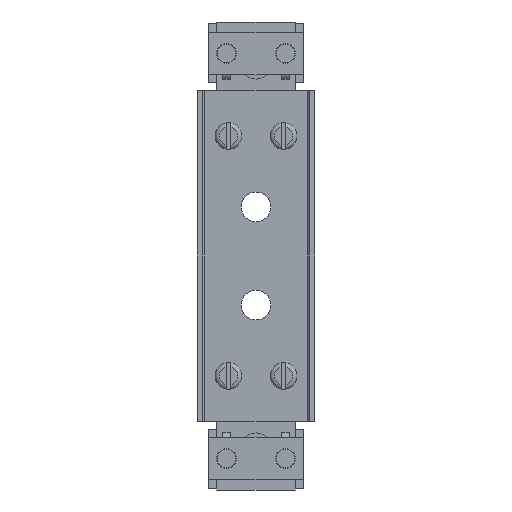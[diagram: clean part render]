
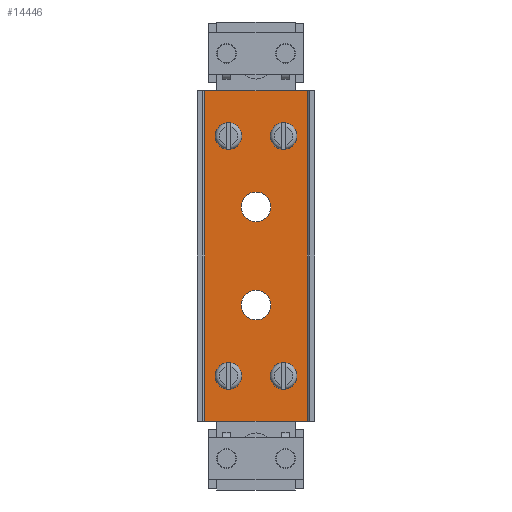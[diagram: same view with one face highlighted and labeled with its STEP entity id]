
A CAD part, front view. The second image highlights one B-rep face of the part: STEP entity #14446.
In plain terms, the highlighted planar face has unit normal (0, -1, 0).
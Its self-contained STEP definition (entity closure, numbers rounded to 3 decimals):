
#13024=DIRECTION('',(-1.,0.,0.));
#13025=VECTOR('',#13024,26.);
#13026=CARTESIAN_POINT('',(13.,0.,-42.));
#13027=LINE('',#13026,#13025);
#13031=CARTESIAN_POINT('',(7.,0.,30.5));
#13032=DIRECTION('',(0.,-1.,0.));
#13033=DIRECTION('',(1.,0.,0.));
#13034=AXIS2_PLACEMENT_3D('',#13031,#13032,#13033);
#13039=CARTESIAN_POINT('',(7.,0.,30.5));
#13040=DIRECTION('',(0.,-1.,0.));
#13041=DIRECTION('',(-1.,0.,0.));
#13042=AXIS2_PLACEMENT_3D('',#13039,#13040,#13041);
#13047=CARTESIAN_POINT('',(-7.,0.,30.5));
#13048=DIRECTION('',(0.,-1.,0.));
#13049=DIRECTION('',(1.,0.,0.));
#13050=AXIS2_PLACEMENT_3D('',#13047,#13048,#13049);
#13055=CARTESIAN_POINT('',(-7.,0.,30.5));
#13056=DIRECTION('',(0.,-1.,0.));
#13057=DIRECTION('',(-1.,0.,0.));
#13058=AXIS2_PLACEMENT_3D('',#13055,#13056,#13057);
#13063=CARTESIAN_POINT('',(7.,0.,-30.5));
#13064=DIRECTION('',(0.,-1.,0.));
#13065=DIRECTION('',(1.,0.,0.));
#13066=AXIS2_PLACEMENT_3D('',#13063,#13064,#13065);
#13071=CARTESIAN_POINT('',(7.,0.,-30.5));
#13072=DIRECTION('',(0.,-1.,0.));
#13073=DIRECTION('',(-1.,0.,0.));
#13074=AXIS2_PLACEMENT_3D('',#13071,#13072,#13073);
#13079=CARTESIAN_POINT('',(-7.,0.,-30.5));
#13080=DIRECTION('',(0.,-1.,0.));
#13081=DIRECTION('',(1.,0.,0.));
#13082=AXIS2_PLACEMENT_3D('',#13079,#13080,#13081);
#13087=CARTESIAN_POINT('',(-7.,0.,-30.5));
#13088=DIRECTION('',(0.,-1.,0.));
#13089=DIRECTION('',(-1.,0.,0.));
#13090=AXIS2_PLACEMENT_3D('',#13087,#13088,#13089);
#13095=CARTESIAN_POINT('',(0.,0.,-12.5));
#13096=DIRECTION('',(0.,-1.,0.));
#13097=DIRECTION('',(-1.,0.,0.));
#13098=AXIS2_PLACEMENT_3D('',#13095,#13096,#13097);
#13103=CARTESIAN_POINT('',(0.,0.,-12.5));
#13104=DIRECTION('',(0.,-1.,0.));
#13105=DIRECTION('',(1.,0.,0.));
#13106=AXIS2_PLACEMENT_3D('',#13103,#13104,#13105);
#13111=CARTESIAN_POINT('',(0.,0.,12.5));
#13112=DIRECTION('',(0.,1.,0.));
#13113=DIRECTION('',(-1.,0.,0.));
#13114=AXIS2_PLACEMENT_3D('',#13111,#13112,#13113);
#13119=CARTESIAN_POINT('',(0.,0.,12.5));
#13120=DIRECTION('',(0.,1.,0.));
#13121=DIRECTION('',(1.,0.,0.));
#13122=AXIS2_PLACEMENT_3D('',#13119,#13120,#13121);
#13134=DIRECTION('',(0.,0.,-1.));
#13135=VECTOR('',#13134,84.);
#13136=CARTESIAN_POINT('',(-13.,0.,42.));
#13137=LINE('',#13136,#13135);
#13528=DIRECTION('',(0.,0.,1.));
#13529=VECTOR('',#13528,84.);
#13530=CARTESIAN_POINT('',(13.,0.,-42.));
#13531=LINE('',#13530,#13529);
#13542=DIRECTION('',(-1.,0.,0.));
#13543=VECTOR('',#13542,26.);
#13544=CARTESIAN_POINT('',(13.,0.,42.));
#13545=LINE('',#13544,#13543);
#14145=CARTESIAN_POINT('',(13.,0.,-42.));
#14146=CARTESIAN_POINT('',(-13.,0.,-42.));
#14147=VERTEX_POINT('',#14145);
#14148=VERTEX_POINT('',#14146);
#14169=CARTESIAN_POINT('',(-13.,0.,42.));
#14170=VERTEX_POINT('',#14169);
#14171=CARTESIAN_POINT('',(13.,0.,42.));
#14172=VERTEX_POINT('',#14171);
#14173=CARTESIAN_POINT('',(9.15,0.,30.5));
#14174=CARTESIAN_POINT('',(4.85,0.,30.5));
#14175=VERTEX_POINT('',#14173);
#14176=VERTEX_POINT('',#14174);
#14177=CARTESIAN_POINT('',(-4.85,0.,30.5));
#14178=CARTESIAN_POINT('',(-9.15,0.,30.5));
#14179=VERTEX_POINT('',#14177);
#14180=VERTEX_POINT('',#14178);
#14181=CARTESIAN_POINT('',(9.15,0.,-30.5));
#14182=CARTESIAN_POINT('',(4.85,0.,-30.5));
#14183=VERTEX_POINT('',#14181);
#14184=VERTEX_POINT('',#14182);
#14185=CARTESIAN_POINT('',(-4.85,0.,-30.5));
#14186=CARTESIAN_POINT('',(-9.15,0.,-30.5));
#14187=VERTEX_POINT('',#14185);
#14188=VERTEX_POINT('',#14186);
#14189=CARTESIAN_POINT('',(-3.75,0.,-12.5));
#14190=CARTESIAN_POINT('',(3.75,0.,-12.5));
#14191=VERTEX_POINT('',#14189);
#14192=VERTEX_POINT('',#14190);
#14233=CARTESIAN_POINT('',(-3.75,0.,12.5));
#14234=CARTESIAN_POINT('',(3.75,0.,12.5));
#14235=VERTEX_POINT('',#14233);
#14236=VERTEX_POINT('',#14234);
#14396=CARTESIAN_POINT('',(-13.,0.,-42.));
#14397=DIRECTION('',(0.,-1.,0.));
#14398=DIRECTION('',(1.,0.,0.));
#14399=AXIS2_PLACEMENT_3D('',#14396,#14397,#14398);
#14400=PLANE('',#14399);
#14401=ORIENTED_EDGE('',*,*,#14362,.T.);
#14403=ORIENTED_EDGE('',*,*,#14402,.F.);
#14405=ORIENTED_EDGE('',*,*,#14404,.F.);
#14407=ORIENTED_EDGE('',*,*,#14406,.F.);
#14408=EDGE_LOOP('',(#14401,#14403,#14405,#14407));
#14409=FACE_OUTER_BOUND('',#14408,.F.);
#14411=ORIENTED_EDGE('',*,*,#14410,.T.);
#14413=ORIENTED_EDGE('',*,*,#14412,.T.);
#14414=EDGE_LOOP('',(#14411,#14413));
#14415=FACE_BOUND('',#14414,.F.);
#14417=ORIENTED_EDGE('',*,*,#14416,.T.);
#14419=ORIENTED_EDGE('',*,*,#14418,.T.);
#14420=EDGE_LOOP('',(#14417,#14419));
#14421=FACE_BOUND('',#14420,.F.);
#14423=ORIENTED_EDGE('',*,*,#14422,.T.);
#14425=ORIENTED_EDGE('',*,*,#14424,.T.);
#14426=EDGE_LOOP('',(#14423,#14425));
#14427=FACE_BOUND('',#14426,.F.);
#14429=ORIENTED_EDGE('',*,*,#14428,.T.);
#14431=ORIENTED_EDGE('',*,*,#14430,.T.);
#14432=EDGE_LOOP('',(#14429,#14431));
#14433=FACE_BOUND('',#14432,.F.);
#14435=ORIENTED_EDGE('',*,*,#14434,.T.);
#14437=ORIENTED_EDGE('',*,*,#14436,.T.);
#14438=EDGE_LOOP('',(#14435,#14437));
#14439=FACE_BOUND('',#14438,.F.);
#14441=ORIENTED_EDGE('',*,*,#14440,.F.);
#14443=ORIENTED_EDGE('',*,*,#14442,.F.);
#14444=EDGE_LOOP('',(#14441,#14443));
#14445=FACE_BOUND('',#14444,.F.);
#13035=CIRCLE('',#13034,2.15);
#13043=CIRCLE('',#13042,2.15);
#13051=CIRCLE('',#13050,2.15);
#13059=CIRCLE('',#13058,2.15);
#13067=CIRCLE('',#13066,2.15);
#13075=CIRCLE('',#13074,2.15);
#13083=CIRCLE('',#13082,2.15);
#13091=CIRCLE('',#13090,2.15);
#13099=CIRCLE('',#13098,3.75);
#13107=CIRCLE('',#13106,3.75);
#13115=CIRCLE('',#13114,3.75);
#13123=CIRCLE('',#13122,3.75);
#14362=EDGE_CURVE('',#14147,#14148,#13027,.T.);
#14402=EDGE_CURVE('',#14170,#14148,#13137,.T.);
#14404=EDGE_CURVE('',#14172,#14170,#13545,.T.);
#14406=EDGE_CURVE('',#14147,#14172,#13531,.T.);
#14410=EDGE_CURVE('',#14175,#14176,#13035,.T.);
#14412=EDGE_CURVE('',#14176,#14175,#13043,.T.);
#14416=EDGE_CURVE('',#14179,#14180,#13051,.T.);
#14418=EDGE_CURVE('',#14180,#14179,#13059,.T.);
#14422=EDGE_CURVE('',#14183,#14184,#13067,.T.);
#14424=EDGE_CURVE('',#14184,#14183,#13075,.T.);
#14428=EDGE_CURVE('',#14187,#14188,#13083,.T.);
#14430=EDGE_CURVE('',#14188,#14187,#13091,.T.);
#14434=EDGE_CURVE('',#14191,#14192,#13099,.T.);
#14436=EDGE_CURVE('',#14192,#14191,#13107,.T.);
#14440=EDGE_CURVE('',#14235,#14236,#13115,.T.);
#14442=EDGE_CURVE('',#14236,#14235,#13123,.T.);
#14446=ADVANCED_FACE('',(#14409,#14415,#14421,#14427,#14433,#14439,#14445),
#14400,.T.);
